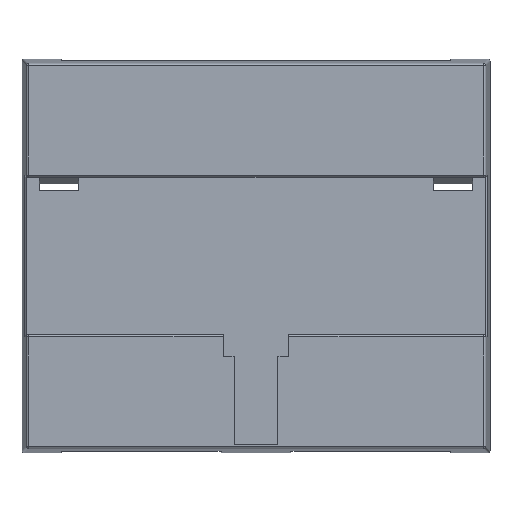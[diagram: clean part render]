
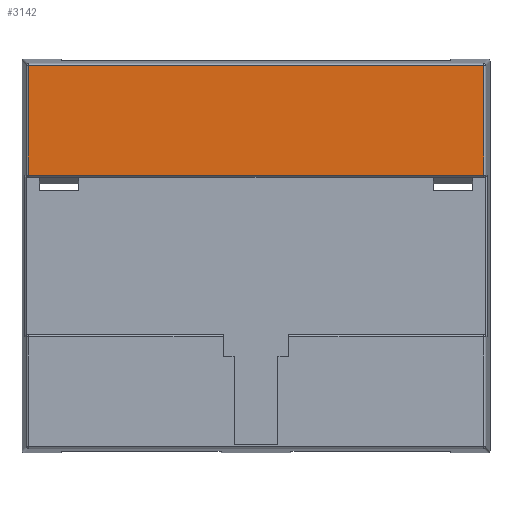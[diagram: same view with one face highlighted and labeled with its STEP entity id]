
A CAD part, front view. The second image highlights one B-rep face of the part: STEP entity #3142.
In plain terms, the highlighted planar face has unit normal (0, -1, 0).
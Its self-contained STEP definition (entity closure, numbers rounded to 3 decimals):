
#25 = DIRECTION ( 'NONE',  ( 1., 0., 0. ) ) ;
#42 = VECTOR ( 'NONE', #25, 1000. ) ;
#100 = VECTOR ( 'NONE', #1002, 1000. ) ;
#205 = CARTESIAN_POINT ( 'NONE',  ( 105.532, -15., -71.111 ) ) ;
#323 = DIRECTION ( 'NONE',  ( 0., -1., 0. ) ) ;
#350 = EDGE_CURVE ( 'NONE', #4026, #3881, #693, .T. ) ;
#415 = CARTESIAN_POINT ( 'NONE',  ( 107., -15., -71.111 ) ) ;
#433 = EDGE_LOOP ( 'NONE', ( #3058, #643, #4385, #3722 ) ) ;
#563 = DIRECTION ( 'NONE',  ( 0., 0., 1. ) ) ;
#643 = ORIENTED_EDGE ( 'NONE', *, *, #1391, .T. ) ;
#693 = LINE ( 'NONE', #2405, #42 ) ;
#711 = CARTESIAN_POINT ( 'NONE',  ( 1.468, -15., 18.5 ) ) ;
#757 = CARTESIAN_POINT ( 'NONE',  ( 1.468, -15., -71.111 ) ) ;
#804 = VECTOR ( 'NONE', #563, 1000. ) ;
#810 = AXIS2_PLACEMENT_3D ( 'NONE', #415, #323, #3781 ) ;
#1002 = DIRECTION ( 'NONE',  ( -1., 0., 0. ) ) ;
#1112 = CARTESIAN_POINT ( 'NONE',  ( 105.532, -15., 43.532 ) ) ;
#1391 = EDGE_CURVE ( 'NONE', #2459, #4026, #2399, .T. ) ;
#1423 = PLANE ( 'NONE',  #810 ) ;
#1642 = CARTESIAN_POINT ( 'NONE',  ( 105.532, -15., 18.5 ) ) ;
#1702 = LINE ( 'NONE', #4095, #100 ) ;
#1786 = EDGE_CURVE ( 'NONE', #2417, #2459, #1702, .T. ) ;
#2319 = DIRECTION ( 'NONE',  ( 0., 0., -1. ) ) ;
#2321 = CARTESIAN_POINT ( 'NONE',  ( 1.468, -15., 43.532 ) ) ;
#2399 = LINE ( 'NONE', #757, #2967 ) ;
#2405 = CARTESIAN_POINT ( 'NONE',  ( 106., -15., 18.5 ) ) ;
#2417 = VERTEX_POINT ( 'NONE', #1112 ) ;
#2459 = VERTEX_POINT ( 'NONE', #2321 ) ;
#2967 = VECTOR ( 'NONE', #2319, 1000. ) ;
#3058 = ORIENTED_EDGE ( 'NONE', *, *, #1786, .T. ) ;
#3142 = ADVANCED_FACE ( 'NONE', ( #4136 ), #1423, .T. ) ;
#3614 = LINE ( 'NONE', #205, #804 ) ;
#3722 = ORIENTED_EDGE ( 'NONE', *, *, #3897, .T. ) ;
#3781 = DIRECTION ( 'NONE',  ( 0., 0., -1. ) ) ;
#3881 = VERTEX_POINT ( 'NONE', #1642 ) ;
#3897 = EDGE_CURVE ( 'NONE', #3881, #2417, #3614, .T. ) ;
#4026 = VERTEX_POINT ( 'NONE', #711 ) ;
#4095 = CARTESIAN_POINT ( 'NONE',  ( 107., -15., 43.532 ) ) ;
#4136 = FACE_OUTER_BOUND ( 'NONE', #433, .T. ) ;
#4385 = ORIENTED_EDGE ( 'NONE', *, *, #350, .T. ) ;
